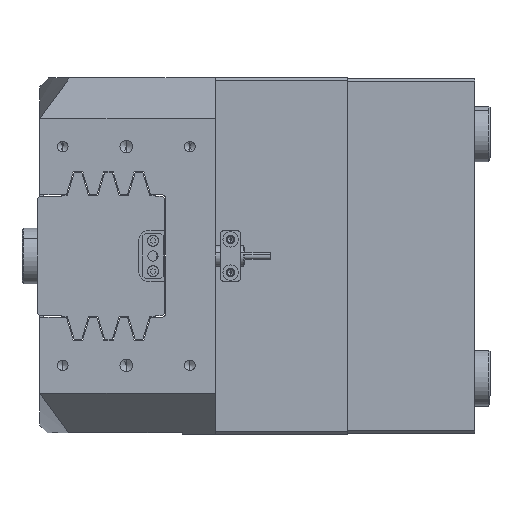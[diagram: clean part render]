
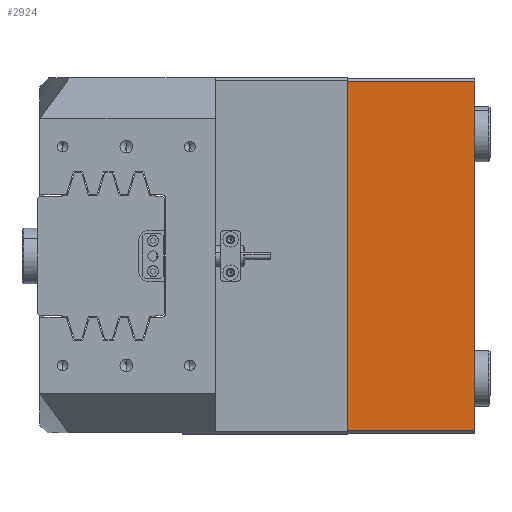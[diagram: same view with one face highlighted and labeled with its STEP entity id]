
A CAD part, left-side view. The second image highlights one B-rep face of the part: STEP entity #2924.
In plain terms, the highlighted planar face has unit normal (-1, 0, 0).
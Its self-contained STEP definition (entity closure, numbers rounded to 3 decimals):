
#241 = DIRECTION ( 'NONE',  ( 0., 0., 1. ) ) ;
#1984 = PLANE ( 'NONE',  #22216 ) ;
#2037 = EDGE_CURVE ( 'NONE', #26997, #16997, #29296, .T. ) ;
#2263 = DIRECTION ( 'NONE',  ( 0., 1., 0. ) ) ;
#2924 = ADVANCED_FACE ( 'NONE', ( #24634 ), #1984, .F. ) ;
#3261 = CARTESIAN_POINT ( 'NONE',  ( -107., -68.8, -50. ) ) ;
#3542 = CARTESIAN_POINT ( 'NONE',  ( -107., 69.8, 0. ) ) ;
#6297 = CARTESIAN_POINT ( 'NONE',  ( -107., 68.8, -50. ) ) ;
#6824 = EDGE_CURVE ( 'NONE', #26997, #28778, #10015, .T. ) ;
#10015 = LINE ( 'NONE', #3261, #11472 ) ;
#10409 = CARTESIAN_POINT ( 'NONE',  ( -107., 68.8, 0. ) ) ;
#11472 = VECTOR ( 'NONE', #241, 1000. ) ;
#11635 = CARTESIAN_POINT ( 'NONE',  ( -107., 69.8, -50. ) ) ;
#12370 = ORIENTED_EDGE ( 'NONE', *, *, #36655, .T. ) ;
#13585 = LINE ( 'NONE', #3542, #19199 ) ;
#14695 = ORIENTED_EDGE ( 'NONE', *, *, #17647, .T. ) ;
#16715 = CARTESIAN_POINT ( 'NONE',  ( -107., 69.8, -50. ) ) ;
#16903 = DIRECTION ( 'NONE',  ( 0., 1., 0. ) ) ;
#16997 = VERTEX_POINT ( 'NONE', #17798 ) ;
#17647 = EDGE_CURVE ( 'NONE', #37560, #16997, #31441, .T. ) ;
#17798 = CARTESIAN_POINT ( 'NONE',  ( -107., 68.8, -50. ) ) ;
#19199 = VECTOR ( 'NONE', #16903, 1000. ) ;
#22216 = AXIS2_PLACEMENT_3D ( 'NONE', #11635, #24599, #2263 ) ;
#22528 = DIRECTION ( 'NONE',  ( 0., 0., -1. ) ) ;
#23155 = VECTOR ( 'NONE', #39892, 1000. ) ;
#24599 = DIRECTION ( 'NONE',  ( 1., 0., 0. ) ) ;
#24634 = FACE_OUTER_BOUND ( 'NONE', #35777, .T. ) ;
#26997 = VERTEX_POINT ( 'NONE', #35930 ) ;
#28778 = VERTEX_POINT ( 'NONE', #39046 ) ;
#29296 = LINE ( 'NONE', #16715, #23155 ) ;
#30947 = VECTOR ( 'NONE', #22528, 1000. ) ;
#31441 = LINE ( 'NONE', #6297, #30947 ) ;
#32123 = ORIENTED_EDGE ( 'NONE', *, *, #6824, .T. ) ;
#35777 = EDGE_LOOP ( 'NONE', ( #12370, #14695, #42008, #32123 ) ) ;
#35930 = CARTESIAN_POINT ( 'NONE',  ( -107., -68.8, -50. ) ) ;
#36655 = EDGE_CURVE ( 'NONE', #28778, #37560, #13585, .T. ) ;
#37560 = VERTEX_POINT ( 'NONE', #10409 ) ;
#39046 = CARTESIAN_POINT ( 'NONE',  ( -107., -68.8, 0. ) ) ;
#39892 = DIRECTION ( 'NONE',  ( 0., 1., 0. ) ) ;
#42008 = ORIENTED_EDGE ( 'NONE', *, *, #2037, .F. ) ;
